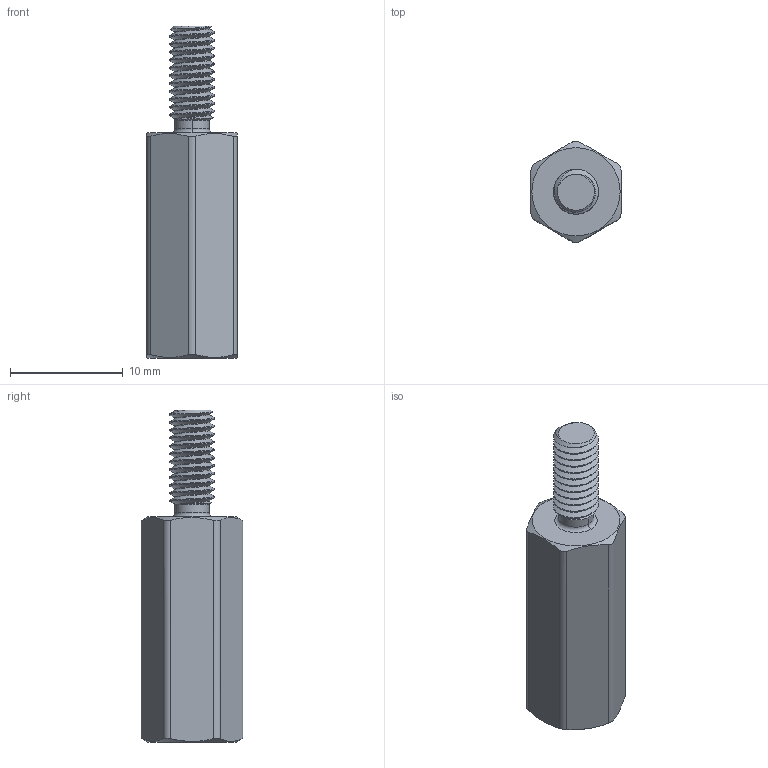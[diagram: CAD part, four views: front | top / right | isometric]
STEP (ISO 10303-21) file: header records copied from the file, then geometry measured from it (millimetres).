
FILE_DESCRIPTION(/* description */ (''),/* implementation_level */ '2;1');
FILE_NAME(/* name */ 'M4 hex standoff 20 mf_v1.step',/* time_stamp */ '2023-01-28T13:13:54-08:00',/* author */ (''),/* organization */ (''),/* preprocessor_version */ 'ST-DEVELOPER v19.2',/* originating_system */ 'Autodesk Translation Framework v11.17.0.187',/* authorisation */ '');
FILE_SCHEMA (('AUTOMOTIVE_DESIGN { 1 0 10303 214 3 1 1 }'));
Length unit declared in the file: millimetre
Products named in the file (2): M4 hex standoff 20 mf; 93655A465_Male-Female Threaded Hex Standoff
Assembly tree (1 placements, depth 2):
  M4 hex standoff 20 mf
    93655A465_Male-Female Threaded Hex Standoff
Bounding box: 8 x 9.03 x 29.5 mm (x, y, z)
Volume: 1079.9 mm3; surface area: 1027.3 mm2
Topology: 1 solids, 1 shells, 92 faces, 256 edges, 168 vertices
Faces by surface type: cylinder 63, cone 11, plane 10, bspline 6, torus 2
Entity records: 6407 total; most frequent: CARTESIAN_POINT 4418, ORIENTED_EDGE 512, DIRECTION 300, EDGE_CURVE 256, VERTEX_POINT 168, AXIS2_PLACEMENT_3D 112, EDGE_LOOP 94, FACE_OUTER_BOUND 92
